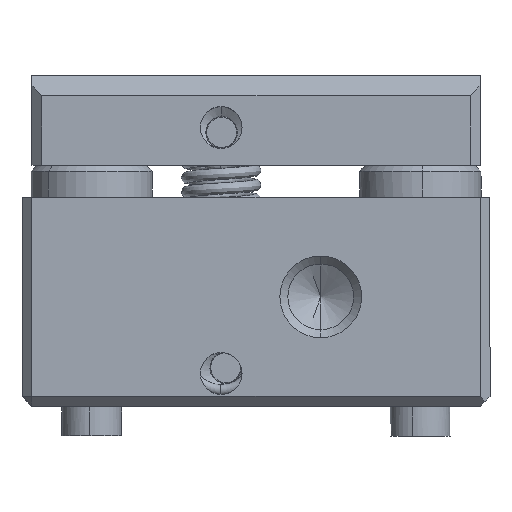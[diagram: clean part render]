
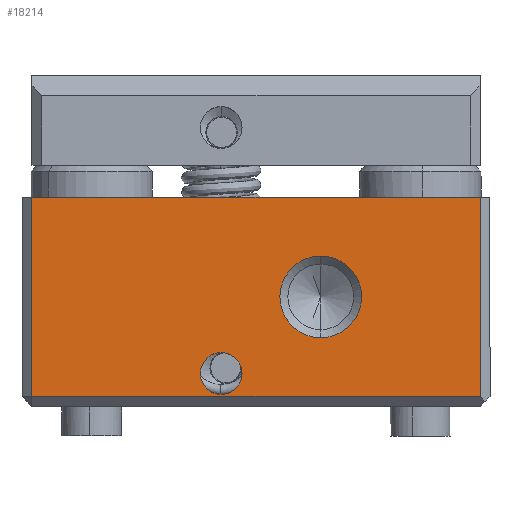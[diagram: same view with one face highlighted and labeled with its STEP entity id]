
A CAD part, front view. The second image highlights one B-rep face of the part: STEP entity #18214.
In plain terms, the highlighted planar face has unit normal (0, -1, 0).
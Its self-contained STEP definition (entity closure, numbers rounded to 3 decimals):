
#825 = VERTEX_POINT ( 'NONE', #14597 ) ;
#1264 = EDGE_CURVE ( 'NONE', #21946, #3582, #2327, .T. ) ;
#1335 = DIRECTION ( 'NONE',  ( -1., 0., 0. ) ) ;
#1425 = EDGE_CURVE ( 'NONE', #12698, #17415, #11246, .T. ) ;
#1442 = CARTESIAN_POINT ( 'NONE',  ( -19.25, -28.51, -15.2 ) ) ;
#1836 = DIRECTION ( 'NONE',  ( 0., 0., -1. ) ) ;
#2159 = VECTOR ( 'NONE', #4512, 1000. ) ;
#2327 = LINE ( 'NONE', #12283, #20146 ) ;
#2580 = CIRCLE ( 'NONE', #9728, 1.05 ) ;
#2835 = CARTESIAN_POINT ( 'NONE',  ( -11.25, -28.51, -18.15 ) ) ;
#3059 = ORIENTED_EDGE ( 'NONE', *, *, #18873, .T. ) ;
#3334 = EDGE_CURVE ( 'NONE', #825, #9731, #15908, .T. ) ;
#3582 = VERTEX_POINT ( 'NONE', #2835 ) ;
#3789 = FACE_OUTER_BOUND ( 'NONE', #11102, .T. ) ;
#3809 = CARTESIAN_POINT ( 'NONE',  ( -19.25, -28.51, -13.15 ) ) ;
#4114 = ORIENTED_EDGE ( 'NONE', *, *, #1425, .T. ) ;
#4332 = VECTOR ( 'NONE', #1836, 1000. ) ;
#4428 = CARTESIAN_POINT ( 'NONE',  ( -33.75, -28.51, -8.15 ) ) ;
#4512 = DIRECTION ( 'NONE',  ( 0., 0., 1. ) ) ;
#4652 = CARTESIAN_POINT ( 'NONE',  ( -19.25, -28.51, -11.1 ) ) ;
#4963 = VERTEX_POINT ( 'NONE', #1442 ) ;
#5681 = FACE_BOUND ( 'NONE', #18958, .T. ) ;
#5793 = AXIS2_PLACEMENT_3D ( 'NONE', #13576, #17140, #6684 ) ;
#6193 = FACE_BOUND ( 'NONE', #19324, .T. ) ;
#6684 = DIRECTION ( 'NONE',  ( -1., 0., 0. ) ) ;
#7221 = AXIS2_PLACEMENT_3D ( 'NONE', #12771, #10894, #17935 ) ;
#7752 = ORIENTED_EDGE ( 'NONE', *, *, #3334, .F. ) ;
#7934 = ORIENTED_EDGE ( 'NONE', *, *, #13411, .F. ) ;
#8360 = LINE ( 'NONE', #11136, #2159 ) ;
#9156 = CARTESIAN_POINT ( 'NONE',  ( -11.25, -28.51, -8.15 ) ) ;
#9292 = DIRECTION ( 'NONE',  ( 0., 0., 1. ) ) ;
#9728 = AXIS2_PLACEMENT_3D ( 'NONE', #16555, #12755, #9292 ) ;
#9731 = VERTEX_POINT ( 'NONE', #15928 ) ;
#9895 = EDGE_CURVE ( 'NONE', #3582, #12698, #8360, .T. ) ;
#10075 = VERTEX_POINT ( 'NONE', #4652 ) ;
#10281 = CIRCLE ( 'NONE', #19104, 2.05 ) ;
#10431 = CARTESIAN_POINT ( 'NONE',  ( -33.75, -28.51, -8.15 ) ) ;
#10446 = DIRECTION ( 'NONE',  ( -1., 0., 0. ) ) ;
#10894 = DIRECTION ( 'NONE',  ( 0., -1., 0. ) ) ;
#11102 = EDGE_LOOP ( 'NONE', ( #13314, #15668, #4114, #3059 ) ) ;
#11136 = CARTESIAN_POINT ( 'NONE',  ( -11.25, -28.51, -8.15 ) ) ;
#11246 = LINE ( 'NONE', #11504, #11732 ) ;
#11486 = ORIENTED_EDGE ( 'NONE', *, *, #21621, .T. ) ;
#11504 = CARTESIAN_POINT ( 'NONE',  ( -34.25, -28.51, -8.15 ) ) ;
#11732 = VECTOR ( 'NONE', #14876, 1000. ) ;
#12283 = CARTESIAN_POINT ( 'NONE',  ( -10.75, -28.51, -18.15 ) ) ;
#12495 = CARTESIAN_POINT ( 'NONE',  ( -33.75, -28.51, -18.15 ) ) ;
#12698 = VERTEX_POINT ( 'NONE', #9156 ) ;
#12755 = DIRECTION ( 'NONE',  ( 0., -1., 0. ) ) ;
#12771 = CARTESIAN_POINT ( 'NONE',  ( -24.25, -28.51, -17. ) ) ;
#13314 = ORIENTED_EDGE ( 'NONE', *, *, #1264, .T. ) ;
#13344 = DIRECTION ( 'NONE',  ( 0., 1., 0. ) ) ;
#13411 = EDGE_CURVE ( 'NONE', #9731, #825, #2580, .T. ) ;
#13509 = LINE ( 'NONE', #10431, #4332 ) ;
#13576 = CARTESIAN_POINT ( 'NONE',  ( -34.25, -28.51, -8.15 ) ) ;
#14376 = ORIENTED_EDGE ( 'NONE', *, *, #16528, .T. ) ;
#14597 = CARTESIAN_POINT ( 'NONE',  ( -24.25, -28.51, -15.95 ) ) ;
#14876 = DIRECTION ( 'NONE',  ( -1., 0., 0. ) ) ;
#15366 = AXIS2_PLACEMENT_3D ( 'NONE', #16691, #13344, #1335 ) ;
#15668 = ORIENTED_EDGE ( 'NONE', *, *, #9895, .T. ) ;
#15908 = CIRCLE ( 'NONE', #7221, 1.05 ) ;
#15928 = CARTESIAN_POINT ( 'NONE',  ( -24.25, -28.51, -18.05 ) ) ;
#16528 = EDGE_CURVE ( 'NONE', #10075, #4963, #10281, .T. ) ;
#16555 = CARTESIAN_POINT ( 'NONE',  ( -24.25, -28.51, -17. ) ) ;
#16691 = CARTESIAN_POINT ( 'NONE',  ( -19.25, -28.51, -13.15 ) ) ;
#17062 = PLANE ( 'NONE',  #5793 ) ;
#17140 = DIRECTION ( 'NONE',  ( 0., -1., 0. ) ) ;
#17415 = VERTEX_POINT ( 'NONE', #4428 ) ;
#17935 = DIRECTION ( 'NONE',  ( 0., 0., 1. ) ) ;
#18214 = ADVANCED_FACE ( 'NONE', ( #6193, #5681, #3789 ), #17062, .T. ) ;
#18873 = EDGE_CURVE ( 'NONE', #17415, #21946, #13509, .T. ) ;
#18958 = EDGE_LOOP ( 'NONE', ( #14376, #11486 ) ) ;
#19104 = AXIS2_PLACEMENT_3D ( 'NONE', #3809, #20826, #10446 ) ;
#19324 = EDGE_LOOP ( 'NONE', ( #7752, #7934 ) ) ;
#20146 = VECTOR ( 'NONE', #20918, 1000. ) ;
#20826 = DIRECTION ( 'NONE',  ( 0., 1., 0. ) ) ;
#20918 = DIRECTION ( 'NONE',  ( 1., 0., 0. ) ) ;
#21255 = CIRCLE ( 'NONE', #15366, 2.05 ) ;
#21621 = EDGE_CURVE ( 'NONE', #4963, #10075, #21255, .T. ) ;
#21946 = VERTEX_POINT ( 'NONE', #12495 ) ;
